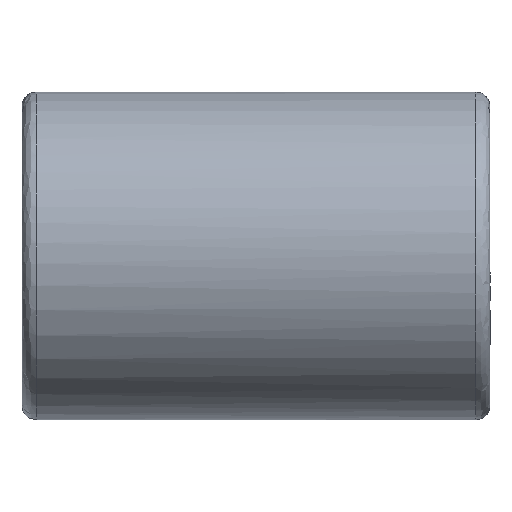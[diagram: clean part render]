
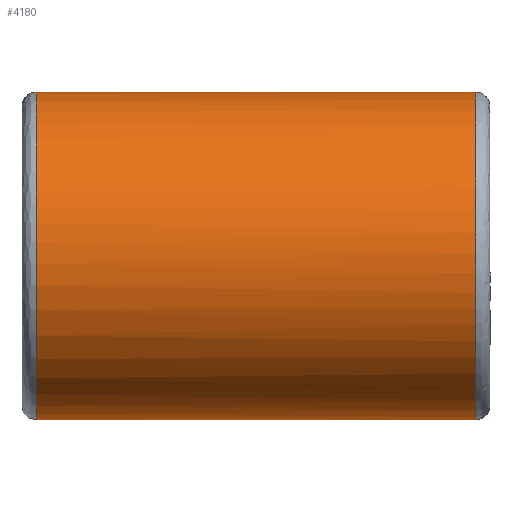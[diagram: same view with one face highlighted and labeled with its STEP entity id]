
A CAD part, front view. The second image highlights one B-rep face of the part: STEP entity #4180.
In plain terms, the highlighted free-form (B-spline) face has degree [3, 1] with [7, 2] control points.
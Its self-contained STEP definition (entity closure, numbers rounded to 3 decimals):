
#3090 = CARTESIAN_POINT ('', (0.3, 0., 3.5));
#3100 = VERTEX_POINT ('', #3090);
#3180 = CARTESIAN_POINT ('', (0.3, 3.5, 0.));
#3190 = VERTEX_POINT ('', #3180);
#3200 = CARTESIAN_POINT ('', (0.3, 3.5, 0.));
#3210 = CARTESIAN_POINT ('', (0.3, 3.5, 1.75));
#3220 = CARTESIAN_POINT ('', (0.3, 2.333, 3.5));
#3230 = CARTESIAN_POINT ('', (0.3, 0., 3.5));
#3240 = (
   BOUNDED_CURVE ()
   B_SPLINE_CURVE (3, (#3200, #3210, #3220, #3230), .UNSPECIFIED., .F., .U.)
   B_SPLINE_CURVE_WITH_KNOTS ((4, 4), (0., 1.), .UNSPECIFIED.)
   CURVE ()
   GEOMETRIC_REPRESENTATION_ITEM ()
   RATIONAL_B_SPLINE_CURVE ((1., 0.667, 0.5, 0.5))
   REPRESENTATION_ITEM ('')
);
#3250 = EDGE_CURVE ('', #3190, #3100, #3240, .T.);
#3270 = CARTESIAN_POINT ('', (0.3, 0., 3.5));
#3280 = CARTESIAN_POINT ('', (0.3, -2.333, 3.5));
#3290 = CARTESIAN_POINT ('', (0.3, -3.5, 1.75));
#3300 = CARTESIAN_POINT ('', (0.3, -3.5, 0.));
#3310 = CARTESIAN_POINT ('', (0.3, -3.5, -7.));
#3320 = CARTESIAN_POINT ('', (0.3, 3.5, -7.));
#3330 = CARTESIAN_POINT ('', (0.3, 3.5, 0.));
#3340 = (
   BOUNDED_CURVE ()
   B_SPLINE_CURVE (3, (#3270, #3280, #3290, #3300, #3310, #3320, #3330), .UNSPECIFIED., .F., .U.)
   B_SPLINE_CURVE_WITH_KNOTS ((4, 3, 4), (0., 0.333, 1.), .UNSPECIFIED.)
   CURVE ()
   GEOMETRIC_REPRESENTATION_ITEM ()
   RATIONAL_B_SPLINE_CURVE ((0.5, 0.5, 0.667, 1., 0.333, 0.333, 1.))
   REPRESENTATION_ITEM ('')
);
#3350 = EDGE_CURVE ('', #3100, #3190, #3340, .T.);
#3720 = CARTESIAN_POINT ('', (9.7, 0., 3.5));
#3730 = VERTEX_POINT ('', #3720);
#3740 = CARTESIAN_POINT ('', (9.7, 3.5, 0.));
#3750 = VERTEX_POINT ('', #3740);
#3760 = CARTESIAN_POINT ('', (9.7, 0., 3.5));
#3770 = CARTESIAN_POINT ('', (9.7, 2.333, 3.5));
#3780 = CARTESIAN_POINT ('', (9.7, 3.5, 1.75));
#3790 = CARTESIAN_POINT ('', (9.7, 3.5, 0.));
#3800 = (
   BOUNDED_CURVE ()
   B_SPLINE_CURVE (3, (#3760, #3770, #3780, #3790), .UNSPECIFIED., .F., .U.)
   B_SPLINE_CURVE_WITH_KNOTS ((4, 4), (0., 1.), .UNSPECIFIED.)
   CURVE ()
   GEOMETRIC_REPRESENTATION_ITEM ()
   RATIONAL_B_SPLINE_CURVE ((0.5, 0.5, 0.667, 1.))
   REPRESENTATION_ITEM ('')
);
#3810 = EDGE_CURVE ('', #3730, #3750, #3800, .T.);
#3820 = ORIENTED_EDGE ('', *, *, #3810, .T.);
#3830 = CARTESIAN_POINT ('', (9.7, 3.5, 0.));
#3840 = CARTESIAN_POINT ('', (0.3, 3.5, 0.));
#3850 = B_SPLINE_CURVE_WITH_KNOTS ('', 1, (#3830, #3840), .UNSPECIFIED., .F., .U., (2, 2), (0., 1.), .UNSPECIFIED.);
#3860 = EDGE_CURVE ('', #3750, #3190, #3850, .T.);
#3870 = ORIENTED_EDGE ('', *, *, #3860, .T.);
#3880 = ORIENTED_EDGE ('', *, *, #3250, .T.);
#3890 = ORIENTED_EDGE ('', *, *, #3350, .T.);
#3900 = ORIENTED_EDGE ('', *, *, #3860, .F.);
#3910 = CARTESIAN_POINT ('', (9.7, 3.5, 0.));
#3920 = CARTESIAN_POINT ('', (9.7, 3.5, -7.));
#3930 = CARTESIAN_POINT ('', (9.7, -3.5, -7.));
#3940 = CARTESIAN_POINT ('', (9.7, -3.5, 0.));
#3950 = CARTESIAN_POINT ('', (9.7, -3.5, 1.75));
#3960 = CARTESIAN_POINT ('', (9.7, -2.333, 3.5));
#3970 = CARTESIAN_POINT ('', (9.7, 0., 3.5));
#3980 = (
   BOUNDED_CURVE ()
   B_SPLINE_CURVE (3, (#3910, #3920, #3930, #3940, #3950, #3960, #3970), .UNSPECIFIED., .F., .U.)
   B_SPLINE_CURVE_WITH_KNOTS ((4, 3, 4), (0., 0.667, 1.), .UNSPECIFIED.)
   CURVE ()
   GEOMETRIC_REPRESENTATION_ITEM ()
   RATIONAL_B_SPLINE_CURVE ((1., 0.333, 0.333, 1., 0.667, 0.5, 0.5))
   REPRESENTATION_ITEM ('')
);
#3990 = EDGE_CURVE ('', #3750, #3730, #3980, .T.);
#4000 = ORIENTED_EDGE ('', *, *, #3990, .T.);
#4010 = EDGE_LOOP ('', (#3820, #3870, #3880, #3890, #3900, #4000));
#4020 = FACE_OUTER_BOUND ('', #4010, .T.);
#4030 = CARTESIAN_POINT ('', (-0.64, 3.5, 0.));
#4040 = CARTESIAN_POINT ('', (10.64, 3.5, 0.));
#4050 = CARTESIAN_POINT ('', (-0.64, 3.5, 7.));
#4060 = CARTESIAN_POINT ('', (10.64, 3.5, 7.));
#4070 = CARTESIAN_POINT ('', (-0.64, -3.5, 7.));
#4080 = CARTESIAN_POINT ('', (10.64, -3.5, 7.));
#4090 = CARTESIAN_POINT ('', (-0.64, -3.5, 0.));
#4100 = CARTESIAN_POINT ('', (10.64, -3.5, 0.));
#4110 = CARTESIAN_POINT ('', (-0.64, -3.5, -7.));
#4120 = CARTESIAN_POINT ('', (10.64, -3.5, -7.));
#4130 = CARTESIAN_POINT ('', (-0.64, 3.5, -7.));
#4140 = CARTESIAN_POINT ('', (10.64, 3.5, -7.));
#4150 = CARTESIAN_POINT ('', (-0.64, 3.5, 0.));
#4160 = CARTESIAN_POINT ('', (10.64, 3.5, 0.));
#4170 = (
   BOUNDED_SURFACE ()
   B_SPLINE_SURFACE (3, 1, ((#4030, #4040), (#4050, #4060), (#4070, #4080), (#4090, #4100), (#4110, #4120), (#4130, #4140), (#4150, #4160)), .UNSPECIFIED., .T., .F., .U.)
   B_SPLINE_SURFACE_WITH_KNOTS ((4, 3, 4), (2, 2), (0., 0.5, 1.), (0., 1.), .UNSPECIFIED.)
   SURFACE ()
   GEOMETRIC_REPRESENTATION_ITEM ()
   RATIONAL_B_SPLINE_SURFACE (((1., 1.), (0.333, 0.333), (0.333, 0.333), (1., 1.), (0.333, 0.333), (0.333, 0.333), (1., 1.)))
   REPRESENTATION_ITEM ('')
);
#4180 = ADVANCED_FACE ('', (#4020), #4170, .T.);
